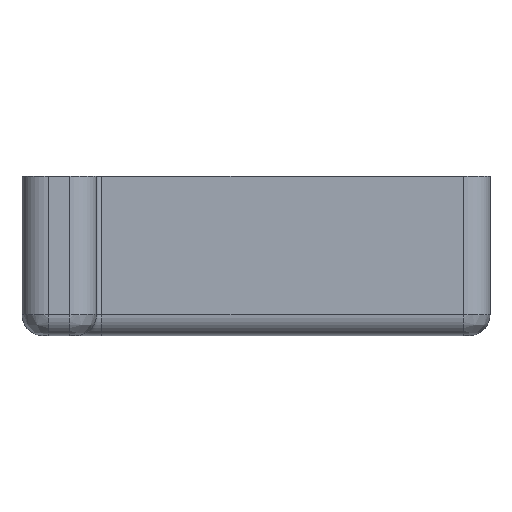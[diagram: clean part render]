
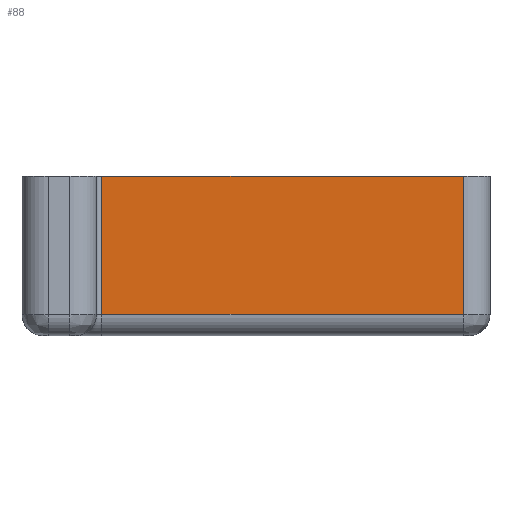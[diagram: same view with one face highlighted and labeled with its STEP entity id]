
A CAD part, left-side view. The second image highlights one B-rep face of the part: STEP entity #88.
In plain terms, the highlighted planar face has unit normal (-1, 0, 0).
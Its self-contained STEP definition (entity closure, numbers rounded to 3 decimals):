
#88 = ADVANCED_FACE( '', ( #142 ), #143, .T. );
#142 = FACE_OUTER_BOUND( '', #221, .T. );
#143 = PLANE( '', #222 );
#221 = EDGE_LOOP( '', ( #480, #481, #482, #483 ) );
#222 = AXIS2_PLACEMENT_3D( '', #484, #485, #486 );
#480 = ORIENTED_EDGE( '', *, *, #715, .F. );
#481 = ORIENTED_EDGE( '', *, *, #716, .T. );
#482 = ORIENTED_EDGE( '', *, *, #717, .T. );
#483 = ORIENTED_EDGE( '', *, *, #667, .F. );
#484 = CARTESIAN_POINT( '', ( -5., -5.5, -15. ) );
#485 = DIRECTION( '', ( -1., 0., 0. ) );
#486 = DIRECTION( '', ( 0., 1., 0. ) );
#667 = EDGE_CURVE( '', #771, #773, #774, .T. );
#715 = EDGE_CURVE( '', #855, #771, #857, .T. );
#716 = EDGE_CURVE( '', #855, #858, #859, .T. );
#717 = EDGE_CURVE( '', #858, #773, #860, .T. );
#771 = VERTEX_POINT( '', #931 );
#773 = VERTEX_POINT( '', #933 );
#774 = LINE( '', #934, #935 );
#855 = VERTEX_POINT( '', #1045 );
#857 = LINE( '', #1047, #1048 );
#858 = VERTEX_POINT( '', #1049 );
#859 = LINE( '', #1050, #1051 );
#860 = LINE( '', #1052, #1053 );
#931 = CARTESIAN_POINT( '', ( -5., -5.5, 0. ) );
#933 = CARTESIAN_POINT( '', ( -5., -39.5, 0. ) );
#934 = CARTESIAN_POINT( '', ( -5., -5.5, 0. ) );
#935 = VECTOR( '', #1139, 1000. );
#1045 = CARTESIAN_POINT( '', ( -5., -5.5, -13. ) );
#1047 = CARTESIAN_POINT( '', ( -5., -5.5, -15. ) );
#1048 = VECTOR( '', #1223, 1000. );
#1049 = CARTESIAN_POINT( '', ( -5., -39.5, -13. ) );
#1050 = CARTESIAN_POINT( '', ( -5., -39.5, -13. ) );
#1051 = VECTOR( '', #1224, 1000. );
#1052 = CARTESIAN_POINT( '', ( -5., -39.5, -15. ) );
#1053 = VECTOR( '', #1225, 1000. );
#1139 = DIRECTION( '', ( 0., -1., 0. ) );
#1223 = DIRECTION( '', ( 0., 0., 1. ) );
#1224 = DIRECTION( '', ( 0., -1., 0. ) );
#1225 = DIRECTION( '', ( 0., 0., 1. ) );
